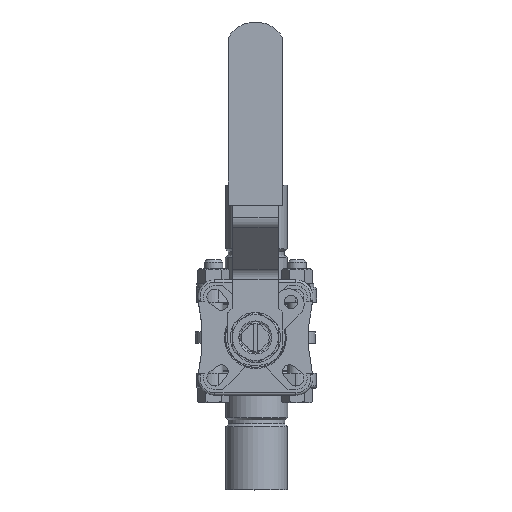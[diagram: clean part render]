
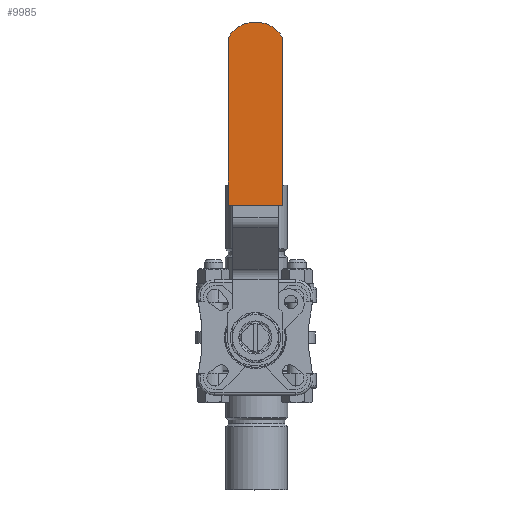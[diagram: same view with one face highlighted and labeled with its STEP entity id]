
A CAD part, top view. The second image highlights one B-rep face of the part: STEP entity #9985.
In plain terms, the highlighted planar face has unit normal (0, 0, 1).
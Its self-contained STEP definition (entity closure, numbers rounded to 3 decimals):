
#572=LINE('',#21158,#1101);
#575=LINE('',#21166,#1104);
#576=LINE('',#21168,#1105);
#1101=VECTOR('',#17117,1000.);
#1104=VECTOR('',#17124,1000.);
#1105=VECTOR('',#17125,1000.);
#1524=PLANE('',#15211);
#2829=ORIENTED_EDGE('',*,*,#5411,.T.);
#2830=ORIENTED_EDGE('',*,*,#5412,.F.);
#2831=ORIENTED_EDGE('',*,*,#5413,.F.);
#2832=ORIENTED_EDGE('',*,*,#5408,.F.);
#5408=EDGE_CURVE('',#6764,#6765,#572,.T.);
#5411=EDGE_CURVE('',#6764,#6767,#7620,.T.);
#5412=EDGE_CURVE('',#6768,#6767,#575,.T.);
#5413=EDGE_CURVE('',#6765,#6768,#576,.T.);
#6764=VERTEX_POINT('',#21157);
#6765=VERTEX_POINT('',#21159);
#6767=VERTEX_POINT('',#21165);
#6768=VERTEX_POINT('',#21167);
#7620=CIRCLE('',#15212,13.8);
#8286=EDGE_LOOP('',(#2829,#2830,#2831,#2832));
#9075=FACE_BOUND('',#8286,.T.);
#9985=ADVANCED_FACE('',(#9075),#1524,.F.);
#15211=AXIS2_PLACEMENT_3D('',#21163,#17120,#17121);
#15212=AXIS2_PLACEMENT_3D('',#21164,#17122,#17123);
#17117=DIRECTION('',(0.,-1.,0.));
#17120=DIRECTION('',(0.,0.,-1.));
#17121=DIRECTION('',(0.,1.,0.));
#17122=DIRECTION('',(0.,0.,1.));
#17123=DIRECTION('',(1.,0.,0.));
#17124=DIRECTION('',(0.,1.,0.));
#17125=DIRECTION('',(-1.,0.,0.));
#21157=CARTESIAN_POINT('',(16.43,262.409,-97.521));
#21158=CARTESIAN_POINT('',(16.43,262.409,-97.521));
#21159=CARTESIAN_POINT('',(16.43,189.054,-97.521));
#21163=CARTESIAN_POINT('',(16.43,269.054,-97.521));
#21164=CARTESIAN_POINT('',(4.63,255.254,-97.521));
#21165=CARTESIAN_POINT('',(-7.17,262.409,-97.521));
#21166=CARTESIAN_POINT('',(-7.17,189.054,-97.521));
#21167=CARTESIAN_POINT('',(-7.17,189.054,-97.521));
#21168=CARTESIAN_POINT('',(16.43,189.054,-97.521));
